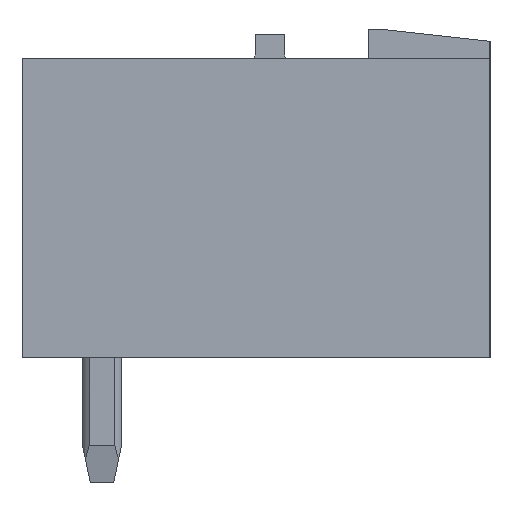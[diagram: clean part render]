
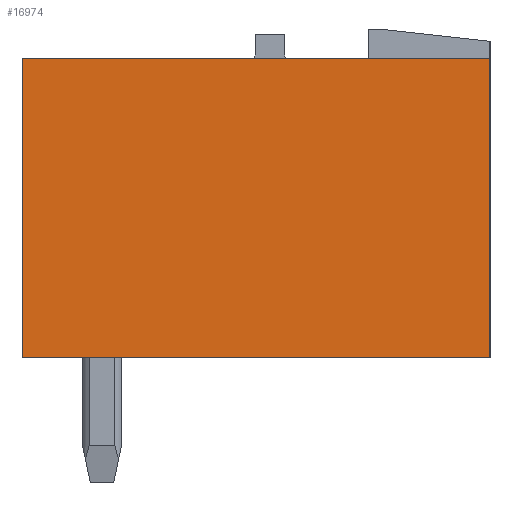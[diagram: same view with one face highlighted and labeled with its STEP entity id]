
A CAD part, left-side view. The second image highlights one B-rep face of the part: STEP entity #16974.
In plain terms, the highlighted planar face has unit normal (-1, 0, 0).
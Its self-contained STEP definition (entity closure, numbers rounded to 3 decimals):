
#16966=AXIS2_PLACEMENT_3D('Plane Axis2P3D',#16963,#16964,#16965) ;
#693=CARTESIAN_POINT('Vertex',(0.,12.,10.88)) ;
#696=CARTESIAN_POINT('Line Origine',(0.,6.,10.88)) ;
#700=CARTESIAN_POINT('Vertex',(0.,0.,10.88)) ;
#1250=CARTESIAN_POINT('Vertex',(0.,12.,3.2)) ;
#1253=CARTESIAN_POINT('Line Origine',(0.,12.,7.04)) ;
#1281=CARTESIAN_POINT('Vertex',(0.,0.,3.2)) ;
#1284=CARTESIAN_POINT('Line Origine',(0.,6.,3.2)) ;
#9119=CARTESIAN_POINT('Line Origine',(0.,0.,7.04)) ;
#16963=CARTESIAN_POINT('Axis2P3D Location',(0.,0.,0.)) ;
#697=DIRECTION('Vector Direction',(0.,1.,0.)) ;
#1254=DIRECTION('Vector Direction',(0.,0.,1.)) ;
#1285=DIRECTION('Vector Direction',(0.,1.,0.)) ;
#9120=DIRECTION('Vector Direction',(0.,0.,-1.)) ;
#16964=DIRECTION('Axis2P3D Direction',(-1.,0.,0.)) ;
#16965=DIRECTION('Axis2P3D XDirection',(0.,-1.,0.)) ;
#698=VECTOR('Line Direction',#697,1.) ;
#1255=VECTOR('Line Direction',#1254,1.) ;
#1286=VECTOR('Line Direction',#1285,1.) ;
#9121=VECTOR('Line Direction',#9120,1.) ;
#16969=ORIENTED_EDGE('',*,*,#9123,.T.) ;
#16970=ORIENTED_EDGE('',*,*,#702,.T.) ;
#16971=ORIENTED_EDGE('',*,*,#1257,.T.) ;
#16972=ORIENTED_EDGE('',*,*,#1288,.T.) ;
#16974=ADVANCED_FACE('Housing',(#16973),#16967,.T.) ;
#702=EDGE_CURVE('',#701,#694,#699,.T.) ;
#1257=EDGE_CURVE('',#694,#1251,#1256,.F.) ;
#1288=EDGE_CURVE('',#1251,#1282,#1287,.F.) ;
#9123=EDGE_CURVE('',#1282,#701,#9122,.F.) ;
#16968=EDGE_LOOP('',(#16969,#16970,#16971,#16972)) ;
#16973=FACE_OUTER_BOUND('',#16968,.T.) ;
#699=LINE('Line',#696,#698) ;
#1256=LINE('Line',#1253,#1255) ;
#1287=LINE('Line',#1284,#1286) ;
#9122=LINE('Line',#9119,#9121) ;
#16967=PLANE('',#16966) ;
#694=VERTEX_POINT('',#693) ;
#701=VERTEX_POINT('',#700) ;
#1251=VERTEX_POINT('',#1250) ;
#1282=VERTEX_POINT('',#1281) ;
